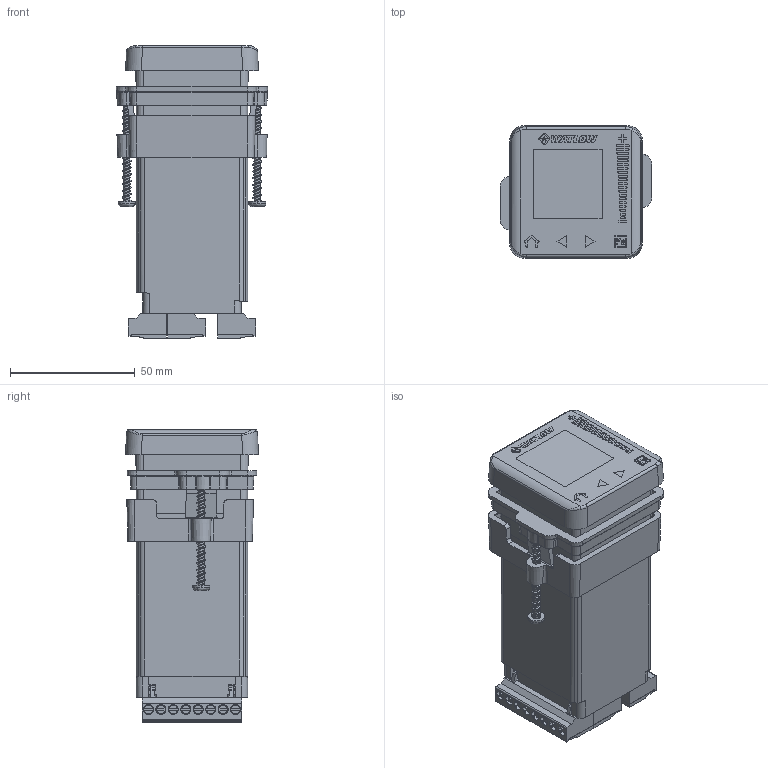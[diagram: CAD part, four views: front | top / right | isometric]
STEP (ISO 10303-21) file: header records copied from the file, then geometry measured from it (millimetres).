
FILE_DESCRIPTION (( 'STEP AP214' ), '1' );
FILE_NAME ('PM6XXXXXXXX(P,V)WP.STEP', '2019-12-16T21:03:11', ( 'Registered User' ), ( 'Watlow' ), 'SwSTEP 2.0', 'SolidWorks 2019', '' );
FILE_SCHEMA (( 'AUTOMOTIVE_DESIGN' ));
Length unit declared in the file: inch
Products named in the file (11): PM6XXXXXXXX(P,V)WP_2; PM6XXXXXXXX(P,V)WP_4; PM6XXXXXXXX(P,V)WP_9; PM6XXXXXXXX(P,V)WP_5; PM6XXXXXXXX(P,V)WP_7; PM6XXXXXXXX(P,V)WP_3; PM6XXXXXXXX(P,V)WP; PM6XXXXXXXX(P,V)WP_8; PM6XXXXXXXX(P,V)WP_1; PM6XXXXXXXX(P,V)WP_6; PM6XXXXXXXX(P,V)WP_10
Assembly tree (10 placements, depth 2):
  PM6XXXXXXXX(P,V)WP
    PM6XXXXXXXX(P,V)WP_3
    PM6XXXXXXXX(P,V)WP_5
    PM6XXXXXXXX(P,V)WP_2
    PM6XXXXXXXX(P,V)WP_10
    PM6XXXXXXXX(P,V)WP_4
    PM6XXXXXXXX(P,V)WP_7
    PM6XXXXXXXX(P,V)WP_8
    PM6XXXXXXXX(P,V)WP_1
    PM6XXXXXXXX(P,V)WP_6
    PM6XXXXXXXX(P,V)WP_9
Bounding box: 60.71 x 53.34 x 117.47 mm (x, y, z)
Surface area: 61287 mm2 (no closed solid volume)
Topology: 0 solids, 10 shells, 2739 faces, 6968 edges, 4459 vertices
Faces by surface type: plane 1472, cylinder 748, cone 221, bspline 205, torus 93
Entity records: 109439 total; most frequent: CARTESIAN_POINT 41889, ORIENTED_EDGE 13912, DIRECTION 12325, EDGE_CURVE 6956, VERTEX_POINT 4459, VECTOR 4109, LINE 4109, AXIS2_PLACEMENT_3D 4108
